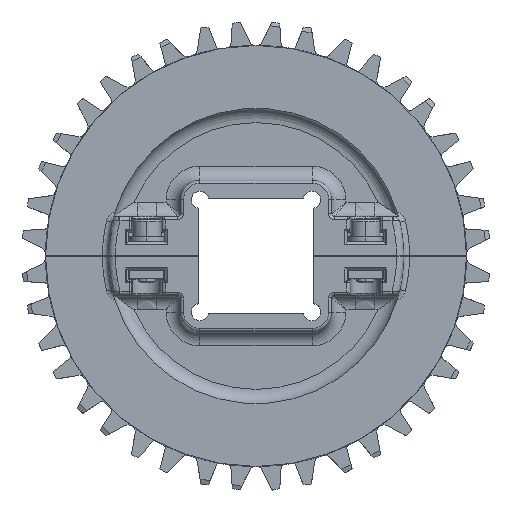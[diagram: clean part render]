
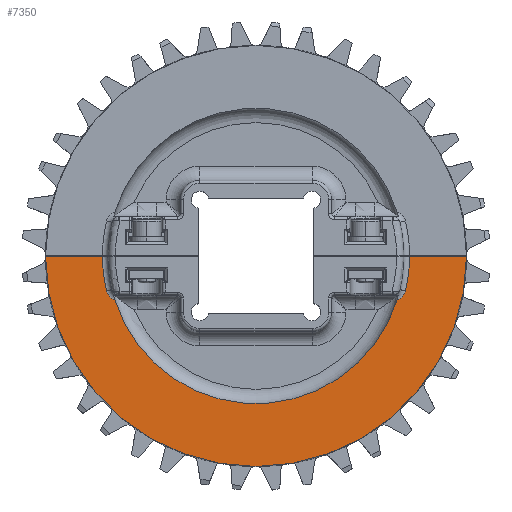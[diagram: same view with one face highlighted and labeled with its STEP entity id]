
A CAD part, top view. The second image highlights one B-rep face of the part: STEP entity #7350.
In plain terms, the highlighted planar face has unit normal (0, 0, 1).
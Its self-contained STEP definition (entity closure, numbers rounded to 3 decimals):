
#72 = VERTEX_POINT ( 'NONE', #31170 ) ;
#262 = CIRCLE ( 'NONE', #26911, 4.5 ) ;
#2637 = ORIENTED_EDGE ( 'NONE', *, *, #37323, .T. ) ;
#2887 = DIRECTION ( 'NONE',  ( 1., 0., 0. ) ) ;
#2939 = CARTESIAN_POINT ( 'NONE',  ( 0., 0., 7.5 ) ) ;
#3685 = DIRECTION ( 'NONE',  ( 1., 0., 0. ) ) ;
#5043 = DIRECTION ( 'NONE',  ( 0., 0., -1. ) ) ;
#5825 = ORIENTED_EDGE ( 'NONE', *, *, #29727, .T. ) ;
#6254 = CARTESIAN_POINT ( 'NONE',  ( -48.977, -15.414, 7.5 ) ) ;
#6862 = DIRECTION ( 'NONE',  ( 0., 0., -1. ) ) ;
#7350 = ADVANCED_FACE ( 'NONE', ( #7809 ), #23648, .T. ) ;
#7809 = FACE_OUTER_BOUND ( 'NONE', #24864, .T. ) ;
#7936 = AXIS2_PLACEMENT_3D ( 'NONE', #2939, #20814, #8890 ) ;
#8890 = DIRECTION ( 'NONE',  ( 1., 0., 0. ) ) ;
#8937 = DIRECTION ( 'NONE',  ( 1., 0., 0. ) ) ;
#9423 = CARTESIAN_POINT ( 'NONE',  ( 47.585, -11.135, 7.5 ) ) ;
#9517 = VERTEX_POINT ( 'NONE', #32645 ) ;
#9921 = ORIENTED_EDGE ( 'NONE', *, *, #35473, .T. ) ;
#10568 = VERTEX_POINT ( 'NONE', #28558 ) ;
#10642 = CARTESIAN_POINT ( 'NONE',  ( 53.37, -0.125, 7.5 ) ) ;
#10671 = AXIS2_PLACEMENT_3D ( 'NONE', #30043, #23847, #8937 ) ;
#11610 = AXIS2_PLACEMENT_3D ( 'NONE', #11768, #5043, #14362 ) ;
#11614 = CARTESIAN_POINT ( 'NONE',  ( 0., -0.125, 7.5 ) ) ;
#11768 = CARTESIAN_POINT ( 'NONE',  ( 0., 0., 7.5 ) ) ;
#12688 = CARTESIAN_POINT ( 'NONE',  ( -47.585, -11.135, 7.5 ) ) ;
#12791 = CARTESIAN_POINT ( 'NONE',  ( 0., 0., 7.5 ) ) ;
#13505 = CIRCLE ( 'NONE', #11610, 53.37 ) ;
#14150 = EDGE_CURVE ( 'NONE', #22665, #72, #32922, .T. ) ;
#14362 = DIRECTION ( 'NONE',  ( 1., 0., 0. ) ) ;
#15318 = EDGE_CURVE ( 'NONE', #33992, #72, #15624, .T. ) ;
#15624 = CIRCLE ( 'NONE', #32168, 53.37 ) ;
#16179 = VERTEX_POINT ( 'NONE', #6254 ) ;
#16808 = AXIS2_PLACEMENT_3D ( 'NONE', #12688, #36611, #18646 ) ;
#17026 = CARTESIAN_POINT ( 'NONE',  ( 73.2, -0.125, 7.5 ) ) ;
#17494 = ORIENTED_EDGE ( 'NONE', *, *, #37679, .T. ) ;
#17932 = DIRECTION ( 'NONE',  ( 1., 0., 0. ) ) ;
#18288 = CARTESIAN_POINT ( 'NONE',  ( 0., 0., 7.5 ) ) ;
#18646 = DIRECTION ( 'NONE',  ( 1., 0., 0. ) ) ;
#19415 = VERTEX_POINT ( 'NONE', #17026 ) ;
#19733 = VERTEX_POINT ( 'NONE', #10642 ) ;
#19953 = CIRCLE ( 'NONE', #7936, 51.345 ) ;
#20814 = DIRECTION ( 'NONE',  ( 0., 0., -1. ) ) ;
#21182 = ORIENTED_EDGE ( 'NONE', *, *, #28963, .F. ) ;
#21768 = CARTESIAN_POINT ( 'NONE',  ( -51.966, -12.16, 7.5 ) ) ;
#22665 = VERTEX_POINT ( 'NONE', #31666 ) ;
#22899 = ORIENTED_EDGE ( 'NONE', *, *, #36255, .T. ) ;
#23344 = LINE ( 'NONE', #11614, #28776 ) ;
#23648 = PLANE ( 'NONE',  #10671 ) ;
#23847 = DIRECTION ( 'NONE',  ( 0., 0., 1. ) ) ;
#24389 = DIRECTION ( 'NONE',  ( 1., 0., 0. ) ) ;
#24864 = EDGE_LOOP ( 'NONE', ( #5825, #17494, #2637, #31812, #25045, #22899, #21182, #9921 ) ) ;
#24930 = DIRECTION ( 'NONE',  ( 0., 0., 1. ) ) ;
#25045 = ORIENTED_EDGE ( 'NONE', *, *, #14150, .F. ) ;
#26886 = CIRCLE ( 'NONE', #27537, 73.2 ) ;
#26911 = AXIS2_PLACEMENT_3D ( 'NONE', #9423, #6862, #33939 ) ;
#27537 = AXIS2_PLACEMENT_3D ( 'NONE', #12791, #24930, #3685 ) ;
#28558 = CARTESIAN_POINT ( 'NONE',  ( 51.966, -12.16, 7.5 ) ) ;
#28776 = VECTOR ( 'NONE', #2887, 1000. ) ;
#28963 = EDGE_CURVE ( 'NONE', #19733, #19415, #23344, .T. ) ;
#29727 = EDGE_CURVE ( 'NONE', #10568, #9517, #262, .T. ) ;
#30043 = CARTESIAN_POINT ( 'NONE',  ( 0., 0., 7.5 ) ) ;
#30305 = VECTOR ( 'NONE', #17932, 1000. ) ;
#31170 = CARTESIAN_POINT ( 'NONE',  ( -53.37, -0.125, 7.5 ) ) ;
#31666 = CARTESIAN_POINT ( 'NONE',  ( -73.2, -0.125, 7.5 ) ) ;
#31812 = ORIENTED_EDGE ( 'NONE', *, *, #15318, .T. ) ;
#32168 = AXIS2_PLACEMENT_3D ( 'NONE', #18288, #36569, #24389 ) ;
#32535 = CARTESIAN_POINT ( 'NONE',  ( 0., -0.125, 7.5 ) ) ;
#32645 = CARTESIAN_POINT ( 'NONE',  ( 48.977, -15.414, 7.5 ) ) ;
#32922 = LINE ( 'NONE', #32535, #30305 ) ;
#33939 = DIRECTION ( 'NONE',  ( 1., 0., 0. ) ) ;
#33992 = VERTEX_POINT ( 'NONE', #21768 ) ;
#35251 = CIRCLE ( 'NONE', #16808, 4.5 ) ;
#35473 = EDGE_CURVE ( 'NONE', #19733, #10568, #13505, .T. ) ;
#36255 = EDGE_CURVE ( 'NONE', #22665, #19415, #26886, .T. ) ;
#36569 = DIRECTION ( 'NONE',  ( 0., 0., -1. ) ) ;
#36611 = DIRECTION ( 'NONE',  ( 0., 0., -1. ) ) ;
#37323 = EDGE_CURVE ( 'NONE', #16179, #33992, #35251, .T. ) ;
#37679 = EDGE_CURVE ( 'NONE', #9517, #16179, #19953, .T. ) ;
